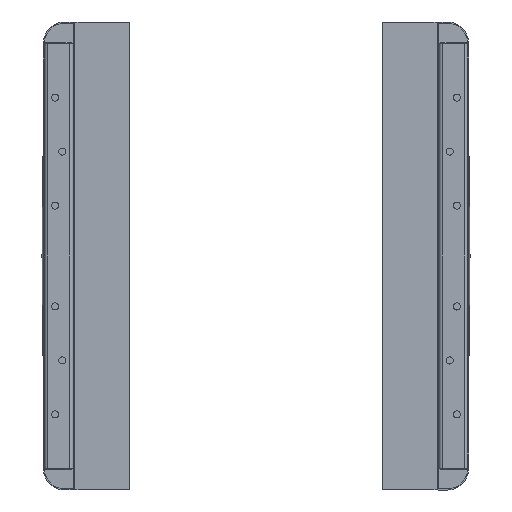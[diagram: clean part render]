
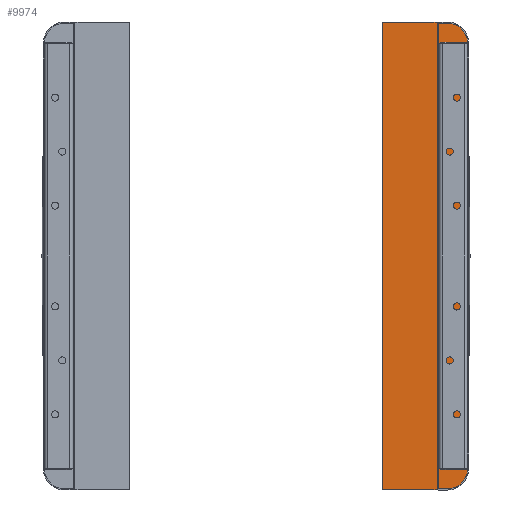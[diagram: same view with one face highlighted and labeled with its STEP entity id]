
A CAD part, front view. The second image highlights one B-rep face of the part: STEP entity #9974.
In plain terms, the highlighted planar face has unit normal (0, -1, 0).
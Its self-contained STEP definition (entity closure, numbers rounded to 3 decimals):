
#1296=FACE_OUTER_BOUND('',#1918,.T.);
#1918=EDGE_LOOP('',(#8349,#8350,#8351,#8352,#8353,#8354));
#2287=CIRCLE('',#11037,60.);
#2289=CIRCLE('',#11042,60.);
#3041=LINE('',#72228,#3950);
#3047=LINE('',#72245,#3956);
#3049=LINE('',#72248,#3958);
#3050=LINE('',#72250,#3959);
#3950=VECTOR('',#13193,10.);
#3956=VECTOR('',#13209,10.);
#3958=VECTOR('',#13213,10.);
#3959=VECTOR('',#13216,10.);
#4811=VERTEX_POINT('',#72218);
#4812=VERTEX_POINT('',#72220);
#4814=VERTEX_POINT('',#72226);
#4818=VERTEX_POINT('',#72238);
#4819=VERTEX_POINT('',#72240);
#4820=VERTEX_POINT('',#72244);
#6017=EDGE_CURVE('',#4811,#4812,#2287,.T.);
#6021=EDGE_CURVE('',#4811,#4814,#3041,.T.);
#6027=EDGE_CURVE('',#4818,#4819,#2289,.T.);
#6029=EDGE_CURVE('',#4820,#4819,#3047,.T.);
#6031=EDGE_CURVE('',#4818,#4812,#3049,.T.);
#6032=EDGE_CURVE('',#4814,#4820,#3050,.T.);
#8349=ORIENTED_EDGE('',*,*,#6017,.F.);
#8350=ORIENTED_EDGE('',*,*,#6021,.T.);
#8351=ORIENTED_EDGE('',*,*,#6032,.T.);
#8352=ORIENTED_EDGE('',*,*,#6029,.T.);
#8353=ORIENTED_EDGE('',*,*,#6027,.F.);
#8354=ORIENTED_EDGE('',*,*,#6031,.T.);
#9422=PLANE('',#11046);
#9974=ADVANCED_FACE('',(#1296),#9422,.F.);
#11037=AXIS2_PLACEMENT_3D('',#72221,#13186,#13187);
#11042=AXIS2_PLACEMENT_3D('',#72241,#13204,#13205);
#11046=AXIS2_PLACEMENT_3D('',#72251,#13217,#13218);
#13186=DIRECTION('center_axis',(0.,1.,0.));
#13187=DIRECTION('ref_axis',(0.707,0.,0.707));
#13193=DIRECTION('',(-1.,0.,0.));
#13204=DIRECTION('center_axis',(0.,1.,0.));
#13205=DIRECTION('ref_axis',(0.707,0.,-0.707));
#13209=DIRECTION('',(1.,0.,0.));
#13213=DIRECTION('',(0.,0.,1.));
#13216=DIRECTION('',(0.,0.,-1.));
#13217=DIRECTION('center_axis',(0.,1.,0.));
#13218=DIRECTION('ref_axis',(0.,0.,1.));
#72218=CARTESIAN_POINT('',(180.,0.,1300.));
#72220=CARTESIAN_POINT('',(240.,0.,1240.));
#72221=CARTESIAN_POINT('Origin',(180.,0.,1240.));
#72226=CARTESIAN_POINT('',(0.,0.,1300.));
#72228=CARTESIAN_POINT('',(240.,0.,1300.));
#72238=CARTESIAN_POINT('',(240.,0.,60.));
#72240=CARTESIAN_POINT('',(180.,0.,0.));
#72241=CARTESIAN_POINT('Origin',(180.,0.,60.));
#72244=CARTESIAN_POINT('',(0.,0.,0.));
#72245=CARTESIAN_POINT('',(0.,0.,0.));
#72248=CARTESIAN_POINT('',(240.,0.,0.));
#72250=CARTESIAN_POINT('',(0.,0.,1300.));
#72251=CARTESIAN_POINT('Origin',(120.,0.,650.));
